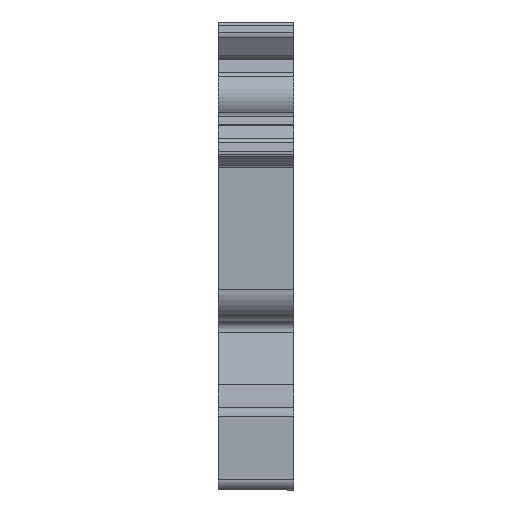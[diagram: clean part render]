
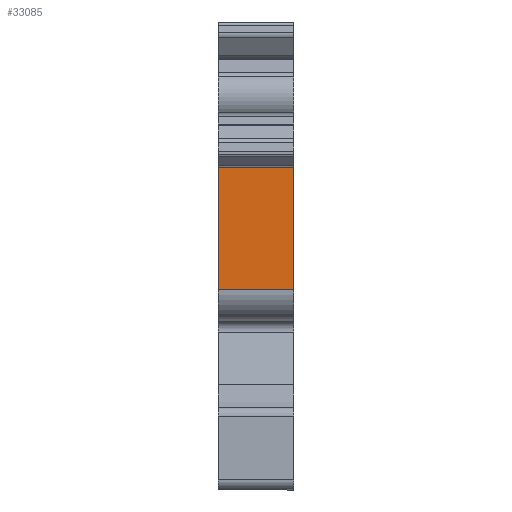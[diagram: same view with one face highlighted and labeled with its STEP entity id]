
A CAD part, left-side view. The second image highlights one B-rep face of the part: STEP entity #33085.
In plain terms, the highlighted planar face has unit normal (-1, 0, 0).
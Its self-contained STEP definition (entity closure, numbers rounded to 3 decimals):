
#54 = AXIS2_PLACEMENT_3D ( 'NONE', #32995, #21595, #32300 ) ;
#1003 = FACE_OUTER_BOUND ( 'NONE', #11291, .T. ) ;
#1424 = CARTESIAN_POINT ( 'NONE',  ( -59.2, 0., 8.734 ) ) ;
#3444 = ORIENTED_EDGE ( 'NONE', *, *, #10374, .T. ) ;
#3617 = LINE ( 'NONE', #14248, #33623 ) ;
#4539 = LINE ( 'NONE', #1424, #30323 ) ;
#4679 = VECTOR ( 'NONE', #6691, 1000. ) ;
#6691 = DIRECTION ( 'NONE',  ( 0., 0., 1. ) ) ;
#7292 = EDGE_CURVE ( 'NONE', #27901, #8112, #4539, .T. ) ;
#8112 = VERTEX_POINT ( 'NONE', #16767 ) ;
#9476 = VECTOR ( 'NONE', #9861, 1000. ) ;
#9818 = ORIENTED_EDGE ( 'NONE', *, *, #7292, .F. ) ;
#9861 = DIRECTION ( 'NONE',  ( 0., 0., 1. ) ) ;
#10374 = EDGE_CURVE ( 'NONE', #26991, #10983, #3617, .T. ) ;
#10983 = VERTEX_POINT ( 'NONE', #16529 ) ;
#11291 = EDGE_LOOP ( 'NONE', ( #3444, #30999, #9818, #21500 ) ) ;
#11371 = EDGE_CURVE ( 'NONE', #8112, #10983, #30827, .T. ) ;
#12728 = DIRECTION ( 'NONE',  ( 0., 1., 0. ) ) ;
#14248 = CARTESIAN_POINT ( 'NONE',  ( -59.2, 0., 18.488 ) ) ;
#15128 = DIRECTION ( 'NONE',  ( 0., 1., 0. ) ) ;
#16529 = CARTESIAN_POINT ( 'NONE',  ( -59.2, 6., 18.488 ) ) ;
#16767 = CARTESIAN_POINT ( 'NONE',  ( -59.2, 6., 8.734 ) ) ;
#17043 = LINE ( 'NONE', #22646, #9476 ) ;
#21500 = ORIENTED_EDGE ( 'NONE', *, *, #33161, .T. ) ;
#21595 = DIRECTION ( 'NONE',  ( -1., 0., 0. ) ) ;
#22174 = CARTESIAN_POINT ( 'NONE',  ( -59.2, 0., 8.734 ) ) ;
#22301 = PLANE ( 'NONE',  #54 ) ;
#22646 = CARTESIAN_POINT ( 'NONE',  ( -59.2, 0., 8.734 ) ) ;
#26991 = VERTEX_POINT ( 'NONE', #28318 ) ;
#27507 = CARTESIAN_POINT ( 'NONE',  ( -59.2, 6., 8.734 ) ) ;
#27901 = VERTEX_POINT ( 'NONE', #22174 ) ;
#28318 = CARTESIAN_POINT ( 'NONE',  ( -59.2, 0., 18.488 ) ) ;
#30323 = VECTOR ( 'NONE', #12728, 1000. ) ;
#30827 = LINE ( 'NONE', #27507, #4679 ) ;
#30999 = ORIENTED_EDGE ( 'NONE', *, *, #11371, .F. ) ;
#32300 = DIRECTION ( 'NONE',  ( 0., 1., 0. ) ) ;
#32995 = CARTESIAN_POINT ( 'NONE',  ( -59.2, 0., 8.734 ) ) ;
#33085 = ADVANCED_FACE ( 'NONE', ( #1003 ), #22301, .T. ) ;
#33161 = EDGE_CURVE ( 'NONE', #27901, #26991, #17043, .T. ) ;
#33623 = VECTOR ( 'NONE', #15128, 1000. ) ;
